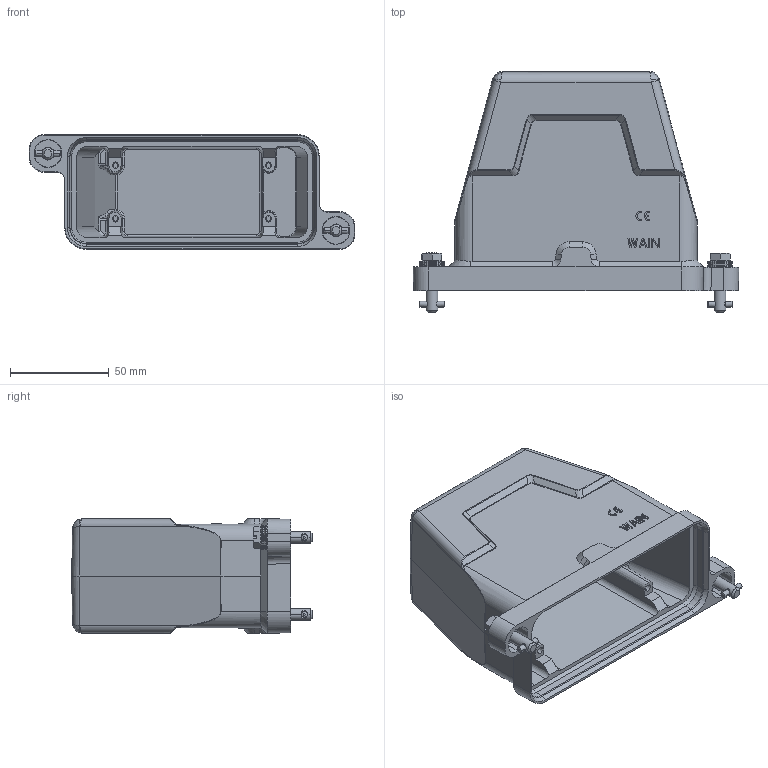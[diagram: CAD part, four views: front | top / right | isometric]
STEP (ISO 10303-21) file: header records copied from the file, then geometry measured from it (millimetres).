
FILE_DESCRIPTION(/* description */ (''),/* implementation_level */ '2;1');
FILE_NAME(/* name */ '3D_1136165405003_HP16B_H-SEH-2T-M25_V1.1.stp',/* time_stamp */ '2024-02-19T15:00:55+08:00',/* author */ (''),/* organization */ (''),/* preprocessor_version */ 'ST-DEVELOPER v18.1',/* originating_system */ 'SIEMENS PLM Software NX 1980',/* authorisation */ '');
FILE_SCHEMA (('AUTOMOTIVE_DESIGN { 1 0 10303 214 3 1 1 1 }'));
Length unit declared in the file: millimetre
Products named in the file (1): 3D_1136165405003_HP16B_H-SEH-2T-M25_V1.1_stp
Bounding box: 165 x 121.95 x 58 mm (x, y, z)
Volume: 222481.5 mm3; surface area: 85056 mm2
Topology: 1 solids, 5 shells, 793 faces, 2086 edges, 1332 vertices
Faces by surface type: plane 386, cylinder 184, cone 96, bspline 67, torus 46, sphere 14
Entity records: 32036 total; most frequent: CARTESIAN_POINT 14363, ORIENTED_EDGE 4172, DIRECTION 2892, EDGE_CURVE 2086, VERTEX_POINT 1332, AXIS2_PLACEMENT_3D 972, LINE 948, VECTOR 948
